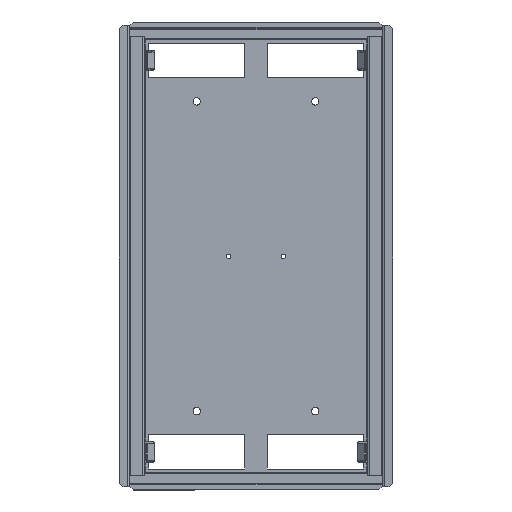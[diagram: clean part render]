
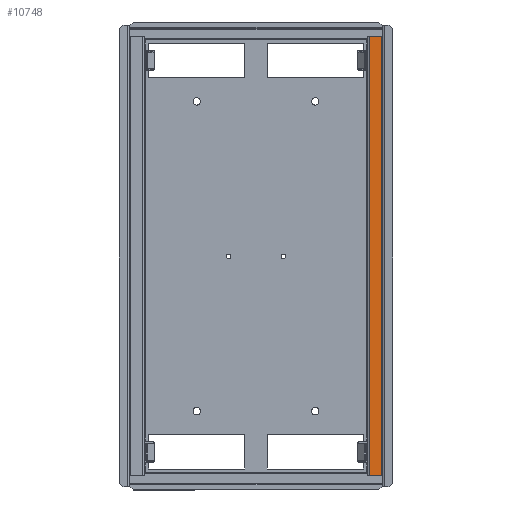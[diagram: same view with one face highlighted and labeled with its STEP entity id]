
A CAD part, top view. The second image highlights one B-rep face of the part: STEP entity #10748.
In plain terms, the highlighted planar face has unit normal (0, 0, 1).
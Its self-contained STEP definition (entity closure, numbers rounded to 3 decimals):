
#252 = LINE ( 'NONE', #1459, #5384 ) ;
#572 = CARTESIAN_POINT ( 'NONE',  ( 305., -2.5, 140. ) ) ;
#1424 = CARTESIAN_POINT ( 'NONE',  ( 321.5, -2.5, 140. ) ) ;
#1459 = CARTESIAN_POINT ( 'NONE',  ( 321.5, -2.5, 140. ) ) ;
#1655 = EDGE_CURVE ( 'NONE', #11583, #2293, #13503, .T. ) ;
#1728 = VECTOR ( 'NONE', #4341, 1000. ) ;
#2109 = VERTEX_POINT ( 'NONE', #5352 ) ;
#2253 = CARTESIAN_POINT ( 'NONE',  ( 0., -2.5, 140. ) ) ;
#2293 = VERTEX_POINT ( 'NONE', #16092 ) ;
#3563 = FACE_OUTER_BOUND ( 'NONE', #7472, .T. ) ;
#3641 = DIRECTION ( 'NONE',  ( 0., 0., -1. ) ) ;
#3789 = EDGE_CURVE ( 'NONE', #16448, #2109, #5059, .T. ) ;
#4341 = DIRECTION ( 'NONE',  ( 1., 0., 0. ) ) ;
#4696 = ORIENTED_EDGE ( 'NONE', *, *, #7512, .F. ) ;
#5059 = LINE ( 'NONE', #2253, #12692 ) ;
#5352 = CARTESIAN_POINT ( 'NONE',  ( 305., -2.5, 140. ) ) ;
#5384 = VECTOR ( 'NONE', #5571, 1000. ) ;
#5571 = DIRECTION ( 'NONE',  ( 0., -1., 0. ) ) ;
#6969 = EDGE_CURVE ( 'NONE', #16448, #2293, #252, .T. ) ;
#7288 = ORIENTED_EDGE ( 'NONE', *, *, #1655, .T. ) ;
#7472 = EDGE_LOOP ( 'NONE', ( #7565, #11303, #4696, #7288 ) ) ;
#7512 = EDGE_CURVE ( 'NONE', #11583, #2109, #11392, .T. ) ;
#7565 = ORIENTED_EDGE ( 'NONE', *, *, #6969, .F. ) ;
#7894 = VECTOR ( 'NONE', #11216, 1000. ) ;
#8874 = CARTESIAN_POINT ( 'NONE',  ( 0., 0., 140. ) ) ;
#10019 = DIRECTION ( 'NONE',  ( -1., 0., 0. ) ) ;
#10479 = CARTESIAN_POINT ( 'NONE',  ( 305., -595.5, 140. ) ) ;
#10748 = ADVANCED_FACE ( 'NONE', ( #3563 ), #11756, .F. ) ;
#11216 = DIRECTION ( 'NONE',  ( 0., 1., 0. ) ) ;
#11303 = ORIENTED_EDGE ( 'NONE', *, *, #3789, .T. ) ;
#11392 = LINE ( 'NONE', #572, #7894 ) ;
#11583 = VERTEX_POINT ( 'NONE', #10479 ) ;
#11610 = DIRECTION ( 'NONE',  ( -1., 0., 0. ) ) ;
#11756 = PLANE ( 'NONE',  #15516 ) ;
#12453 = CARTESIAN_POINT ( 'NONE',  ( 0., -595.5, 140. ) ) ;
#12692 = VECTOR ( 'NONE', #11610, 1000. ) ;
#13503 = LINE ( 'NONE', #12453, #1728 ) ;
#15516 = AXIS2_PLACEMENT_3D ( 'NONE', #8874, #3641, #10019 ) ;
#16092 = CARTESIAN_POINT ( 'NONE',  ( 321.5, -595.5, 140. ) ) ;
#16448 = VERTEX_POINT ( 'NONE', #1424 ) ;
